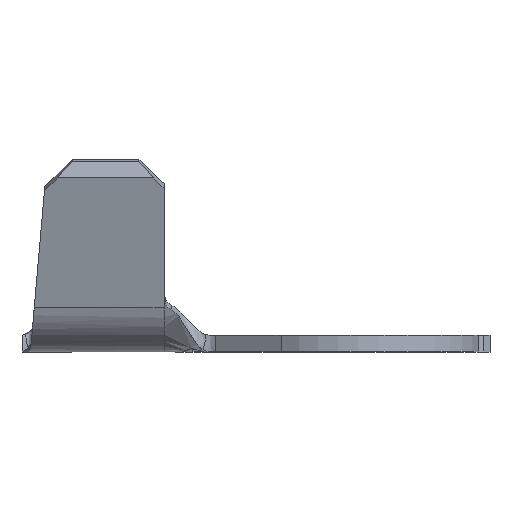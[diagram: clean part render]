
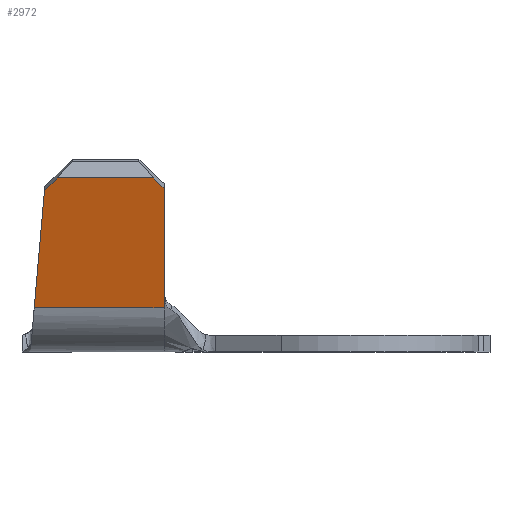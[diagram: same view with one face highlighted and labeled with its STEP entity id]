
A CAD part, top view. The second image highlights one B-rep face of the part: STEP entity #2972.
In plain terms, the highlighted planar face has unit normal (0, -0.257, 0.966).
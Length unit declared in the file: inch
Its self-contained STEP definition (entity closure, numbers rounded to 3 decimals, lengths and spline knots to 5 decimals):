
#84 = CARTESIAN_POINT ( 'NONE',  ( -0.23, 0.05272, 0.06861 ) ) ;
#179 = CARTESIAN_POINT ( 'NONE',  ( -0.23, 0.05272, 0.06861 ) ) ;
#207 = DIRECTION ( 'NONE',  ( 1., 0., 0. ) ) ;
#293 = LINE ( 'NONE', #399, #2982 ) ;
#399 = CARTESIAN_POINT ( 'NONE',  ( -0.23, 0.05272, 0.06861 ) ) ;
#400 = ORIENTED_EDGE ( 'NONE', *, *, #1410, .T. ) ;
#494 = ORIENTED_EDGE ( 'NONE', *, *, #2009, .T. ) ;
#495 = CARTESIAN_POINT ( 'NONE',  ( -0.39, 0.20812, 0.11 ) ) ;
#506 = VERTEX_POINT ( 'NONE', #933 ) ;
#574 = LINE ( 'NONE', #1679, #3269 ) ;
#577 = DIRECTION ( 'NONE',  ( 0.084, 0.963, 0.256 ) ) ;
#594 = LINE ( 'NONE', #495, #4222 ) ;
#690 = VERTEX_POINT ( 'NONE', #179 ) ;
#805 = PLANE ( 'NONE',  #4456 ) ;
#822 = VERTEX_POINT ( 'NONE', #3101 ) ;
#931 = EDGE_CURVE ( 'NONE', #506, #2144, #594, .T. ) ;
#933 = CARTESIAN_POINT ( 'NONE',  ( -0.35765, 0.20812, 0.11 ) ) ;
#1089 = ORIENTED_EDGE ( 'NONE', *, *, #3716, .F. ) ;
#1154 = EDGE_CURVE ( 'NONE', #4054, #3132, #2734, .T. ) ;
#1156 = DIRECTION ( 'NONE',  ( 0., -0.257, 0.966 ) ) ;
#1253 = EDGE_CURVE ( 'NONE', #1274, #2144, #3232, .T. ) ;
#1274 = VERTEX_POINT ( 'NONE', #2538 ) ;
#1278 = EDGE_LOOP ( 'NONE', ( #3886, #2999, #1316, #494, #1446, #400, #1089 ) ) ;
#1316 = ORIENTED_EDGE ( 'NONE', *, *, #931, .F. ) ;
#1410 = EDGE_CURVE ( 'NONE', #4054, #690, #3396, .T. ) ;
#1439 = CARTESIAN_POINT ( 'NONE',  ( -0.38542, 0.05235, 0.06851 ) ) ;
#1446 = ORIENTED_EDGE ( 'NONE', *, *, #1154, .F. ) ;
#1465 = DIRECTION ( 'NONE',  ( 0., -0.966, -0.257 ) ) ;
#1679 = CARTESIAN_POINT ( 'NONE',  ( -0.45423, 0.11481, 0.08515 ) ) ;
#2009 = EDGE_CURVE ( 'NONE', #506, #3132, #574, .T. ) ;
#2144 = VERTEX_POINT ( 'NONE', #3193 ) ;
#2292 = VECTOR ( 'NONE', #4284, 39.37008 ) ;
#2317 = CARTESIAN_POINT ( 'NONE',  ( -0.3731, 0.19319, 0.10602 ) ) ;
#2454 = VECTOR ( 'NONE', #4126, 39.37008 ) ;
#2538 = CARTESIAN_POINT ( 'NONE',  ( -0.23, 0.19586, 0.10674 ) ) ;
#2557 = CARTESIAN_POINT ( 'NONE',  ( -0.38539, 0.05272, 0.06861 ) ) ;
#2734 = LINE ( 'NONE', #1439, #4395 ) ;
#2762 = VECTOR ( 'NONE', #1465, 39.37008 ) ;
#2844 = EDGE_CURVE ( 'NONE', #1274, #822, #293, .T. ) ;
#2866 = LINE ( 'NONE', #84, #2762 ) ;
#2972 = ADVANCED_FACE ( 'NONE', ( #4538 ), #805, .T. ) ;
#2982 = VECTOR ( 'NONE', #3908, 39.37008 ) ;
#2999 = ORIENTED_EDGE ( 'NONE', *, *, #1253, .T. ) ;
#3101 = CARTESIAN_POINT ( 'NONE',  ( -0.23, 0.06371, 0.07153 ) ) ;
#3132 = VERTEX_POINT ( 'NONE', #2317 ) ;
#3193 = CARTESIAN_POINT ( 'NONE',  ( -0.24268, 0.20812, 0.11 ) ) ;
#3232 = LINE ( 'NONE', #3307, #2292 ) ;
#3269 = VECTOR ( 'NONE', #3794, 39.37008 ) ;
#3274 = CARTESIAN_POINT ( 'NONE',  ( -0.39, 0.05272, 0.06861 ) ) ;
#3307 = CARTESIAN_POINT ( 'NONE',  ( -0.23594, 0.2016, 0.10826 ) ) ;
#3396 = LINE ( 'NONE', #4503, #2454 ) ;
#3618 = DIRECTION ( 'NONE',  ( 0., -0.966, -0.257 ) ) ;
#3716 = EDGE_CURVE ( 'NONE', #822, #690, #2866, .T. ) ;
#3794 = DIRECTION ( 'NONE',  ( -0.707, -0.683, -0.182 ) ) ;
#3886 = ORIENTED_EDGE ( 'NONE', *, *, #2844, .F. ) ;
#3908 = DIRECTION ( 'NONE',  ( 0., -0.966, -0.257 ) ) ;
#4054 = VERTEX_POINT ( 'NONE', #2557 ) ;
#4126 = DIRECTION ( 'NONE',  ( 1., 0., 0. ) ) ;
#4222 = VECTOR ( 'NONE', #207, 39.37008 ) ;
#4284 = DIRECTION ( 'NONE',  ( -0.707, 0.683, 0.182 ) ) ;
#4395 = VECTOR ( 'NONE', #577, 39.37008 ) ;
#4456 = AXIS2_PLACEMENT_3D ( 'NONE', #3274, #1156, #3618 ) ;
#4503 = CARTESIAN_POINT ( 'NONE',  ( -0.39, 0.05272, 0.06861 ) ) ;
#4538 = FACE_OUTER_BOUND ( 'NONE', #1278, .T. ) ;
